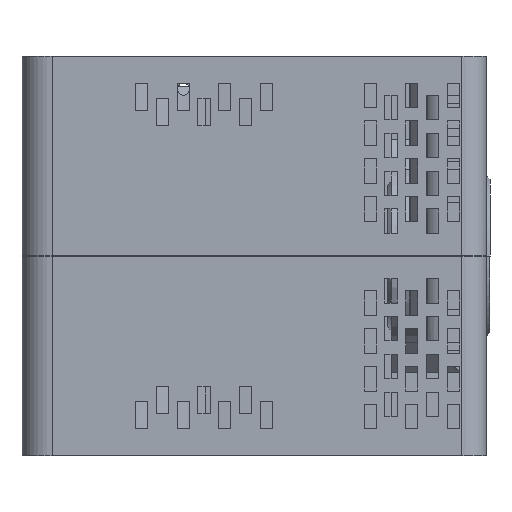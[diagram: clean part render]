
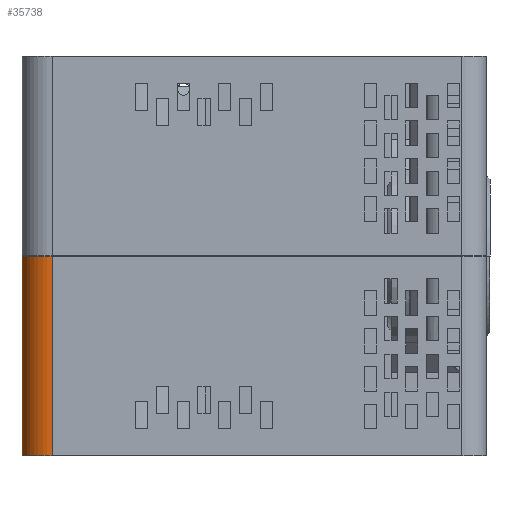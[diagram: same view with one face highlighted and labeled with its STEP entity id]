
A CAD part, left-side view. The second image highlights one B-rep face of the part: STEP entity #35738.
In plain terms, the highlighted cylindrical face has radius 5 mm (diameter 10 mm), a partial arc.
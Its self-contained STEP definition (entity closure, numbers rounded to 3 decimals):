
#2715=FACE_OUTER_BOUND('',#4736,.T.);
#4736=EDGE_LOOP('',(#26893,#26894,#26895,#26896));
#6745=CIRCLE('',#37518,5.);
#6754=CIRCLE('',#37530,5.);
#8208=LINE('',#51479,#12878);
#8365=LINE('',#51830,#13035);
#12878=VECTOR('',#40806,32.7);
#13035=VECTOR('',#41083,32.7);
#17208=VERTEX_POINT('',#49645);
#17209=VERTEX_POINT('',#49647);
#17396=VERTEX_POINT('',#51094);
#17397=VERTEX_POINT('',#51096);
#20777=EDGE_CURVE('',#17208,#17209,#6745,.T.);
#20973=EDGE_CURVE('',#17397,#17396,#6754,.T.);
#21166=EDGE_CURVE('',#17208,#17397,#8208,.T.);
#21338=EDGE_CURVE('',#17209,#17396,#8365,.T.);
#26893=ORIENTED_EDGE('',*,*,#20777,.F.);
#26894=ORIENTED_EDGE('',*,*,#21166,.T.);
#26895=ORIENTED_EDGE('',*,*,#20973,.T.);
#26896=ORIENTED_EDGE('',*,*,#21338,.F.);
#35544=CYLINDRICAL_SURFACE('',#37604,5.);
#35738=ADVANCED_FACE('',(#2715),#35544,.T.);
#37518=AXIS2_PLACEMENT_3D('',#49648,#40455,#40456);
#37530=AXIS2_PLACEMENT_3D('',#51097,#40589,#40590);
#37604=AXIS2_PLACEMENT_3D('',#51829,#41081,#41082);
#40455=DIRECTION('center_axis',(0.,0.,-1.));
#40456=DIRECTION('ref_axis',(-1.,0.,0.));
#40589=DIRECTION('center_axis',(0.,0.,-1.));
#40590=DIRECTION('ref_axis',(-1.,0.,0.));
#40806=DIRECTION('',(0.,0.,1.));
#41081=DIRECTION('center_axis',(0.,0.,1.));
#41082=DIRECTION('ref_axis',(-1.,0.,0.));
#41083=DIRECTION('',(0.,0.,1.));
#49645=CARTESIAN_POINT('',(-49.188,71.,-32.745));
#49647=CARTESIAN_POINT('',(-39.839,73.467,-32.745));
#49648=CARTESIAN_POINT('Origin',(-44.188,71.,-32.745));
#51094=CARTESIAN_POINT('',(-39.839,73.467,-0.045));
#51096=CARTESIAN_POINT('',(-49.188,71.,-0.045));
#51097=CARTESIAN_POINT('Origin',(-44.188,71.,-0.045));
#51479=CARTESIAN_POINT('',(-49.188,71.,-32.745));
#51829=CARTESIAN_POINT('Origin',(-44.188,71.,-32.745));
#51830=CARTESIAN_POINT('',(-39.839,73.467,-32.745));
